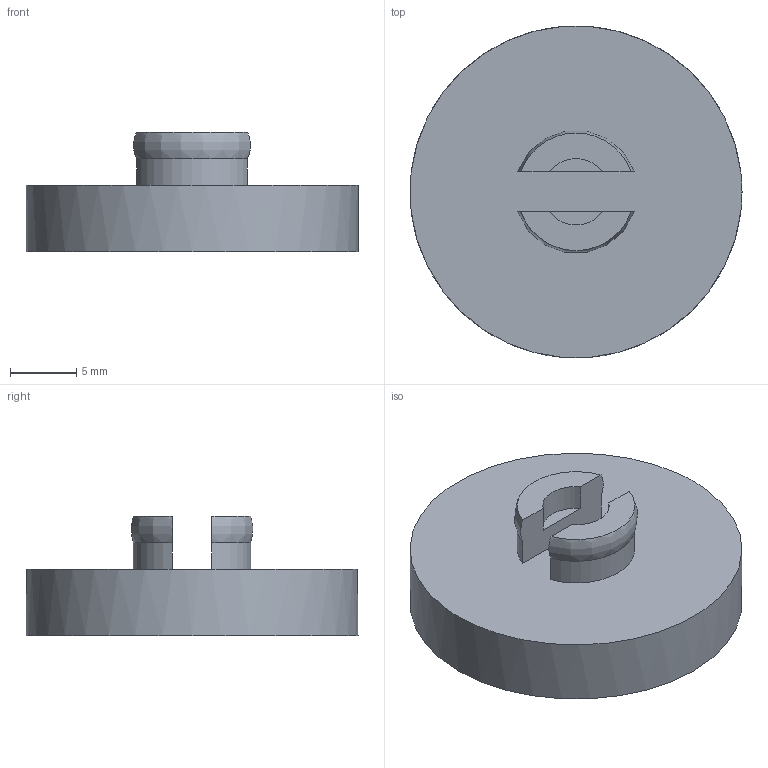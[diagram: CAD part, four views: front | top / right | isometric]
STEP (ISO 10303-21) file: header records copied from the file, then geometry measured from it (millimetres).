
FILE_DESCRIPTION(('FreeCAD Model'),'2;1');
FILE_NAME('Open CASCADE Shape Model','2025-01-15T00:09:14',('Author'),( ''),'Open CASCADE STEP processor 7.8','FreeCAD','Unknown');
FILE_SCHEMA(('AUTOMOTIVE_DESIGN { 1 0 10303 214 1 1 1 1 }'));
Length unit declared in the file: millimetre
Products named in the file (1): CouplerTop
Bounding box: 25 x 25 x 9 mm (x, y, z)
Volume: 2356.1 mm3; surface area: 1723.4 mm2
Topology: 1 solids, 1 shells, 23 faces, 49 edges, 34 vertices
Faces by surface type: plane 12, cylinder 9, revolution 2
Full cylindrical faces by diameter (mm): 5 x4, 25 x1
Entity records: 729 total; most frequent: CARTESIAN_POINT 177, DIRECTION 119, ORIENTED_EDGE 98, EDGE_CURVE 49, AXIS2_PLACEMENT_3D 48, VERTEX_POINT 34, FACE_BOUND 29, EDGE_LOOP 29
